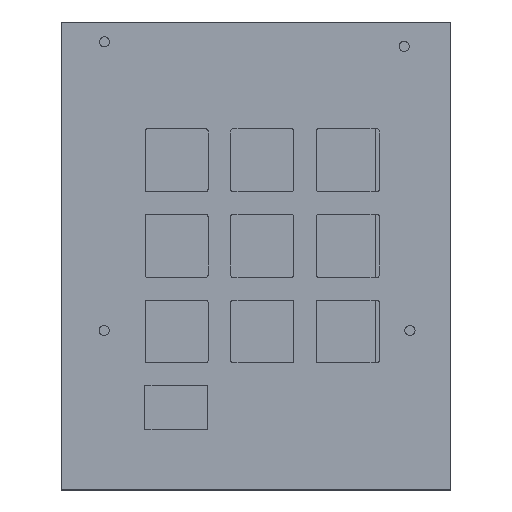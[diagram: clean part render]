
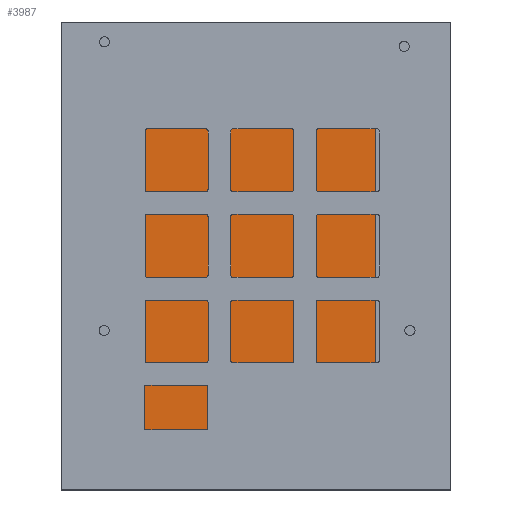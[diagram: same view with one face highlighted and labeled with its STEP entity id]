
A CAD part, top view. The second image highlights one B-rep face of the part: STEP entity #3987.
In plain terms, the highlighted planar face has unit normal (0, 0, 1).
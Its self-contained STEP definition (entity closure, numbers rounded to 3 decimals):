
#3900 = VERTEX_POINT('',#3901);
#3901 = CARTESIAN_POINT('',(20.,0.,1.));
#3907 = EDGE_CURVE('',#3900,#3908,#3910,.T.);
#3908 = VERTEX_POINT('',#3909);
#3909 = CARTESIAN_POINT('',(100.,0.,1.));
#3910 = LINE('',#3911,#3912);
#3911 = CARTESIAN_POINT('',(20.,0.,1.));
#3912 = VECTOR('',#3913,1.);
#3913 = DIRECTION('',(1.,0.,0.));
#3940 = VERTEX_POINT('',#3941);
#3941 = CARTESIAN_POINT('',(20.,140.,1.));
#3947 = EDGE_CURVE('',#3940,#3948,#3950,.T.);
#3948 = VERTEX_POINT('',#3949);
#3949 = CARTESIAN_POINT('',(100.,140.,1.));
#3950 = LINE('',#3951,#3952);
#3951 = CARTESIAN_POINT('',(20.,140.,1.));
#3952 = VECTOR('',#3953,1.);
#3953 = DIRECTION('',(1.,0.,0.));
#3987 = ADVANCED_FACE('',(#3988),#4004,.T.);
#3988 = FACE_BOUND('',#3989,.T.);
#3989 = EDGE_LOOP('',(#3990,#3996,#3997,#4003));
#3990 = ORIENTED_EDGE('',*,*,#3991,.F.);
#3991 = EDGE_CURVE('',#3900,#3940,#3992,.T.);
#3992 = LINE('',#3993,#3994);
#3993 = CARTESIAN_POINT('',(20.,0.,1.));
#3994 = VECTOR('',#3995,1.);
#3995 = DIRECTION('',(0.,1.,0.));
#3996 = ORIENTED_EDGE('',*,*,#3907,.T.);
#3997 = ORIENTED_EDGE('',*,*,#3998,.T.);
#3998 = EDGE_CURVE('',#3908,#3948,#3999,.T.);
#3999 = LINE('',#4000,#4001);
#4000 = CARTESIAN_POINT('',(100.,0.,1.));
#4001 = VECTOR('',#4002,1.);
#4002 = DIRECTION('',(0.,1.,0.));
#4003 = ORIENTED_EDGE('',*,*,#3947,.F.);
#4004 = PLANE('',#4005);
#4005 = AXIS2_PLACEMENT_3D('',#4006,#4007,#4008);
#4006 = CARTESIAN_POINT('',(20.,0.,1.));
#4007 = DIRECTION('',(0.,0.,1.));
#4008 = DIRECTION('',(1.,0.,0.));
